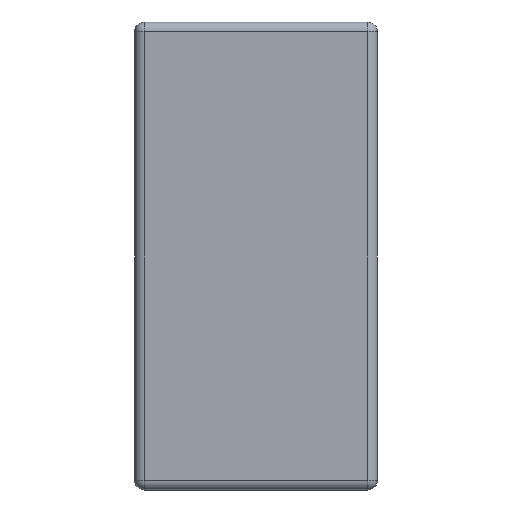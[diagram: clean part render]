
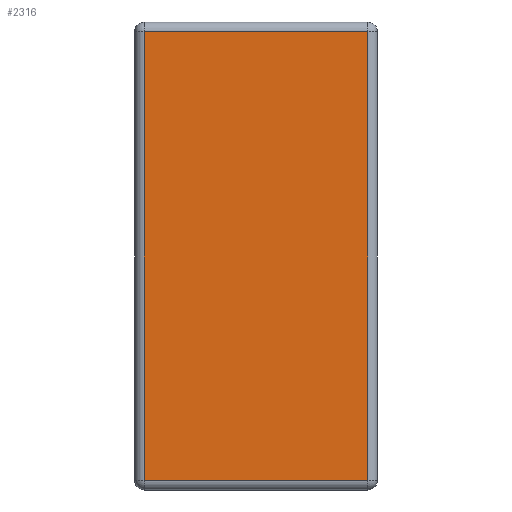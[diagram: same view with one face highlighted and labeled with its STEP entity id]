
A CAD part, left-side view. The second image highlights one B-rep face of the part: STEP entity #2316.
In plain terms, the highlighted planar face has unit normal (-1, 0, 0).
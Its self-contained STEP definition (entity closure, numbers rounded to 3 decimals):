
#281 = VECTOR ( 'NONE', #3975, 1000. ) ;
#682 = CARTESIAN_POINT ( 'NONE',  ( 0., 0.056, -2.644 ) ) ;
#831 = EDGE_CURVE ( 'NONE', #4673, #3418, #1451, .T. ) ;
#936 = LINE ( 'NONE', #3060, #1653 ) ;
#1061 = CARTESIAN_POINT ( 'NONE',  ( 0., 1.344, -2.644 ) ) ;
#1132 = AXIS2_PLACEMENT_3D ( 'NONE', #4049, #2291, #1204 ) ;
#1178 = PLANE ( 'NONE',  #1132 ) ;
#1204 = DIRECTION ( 'NONE',  ( 0., 0., 1. ) ) ;
#1451 = LINE ( 'NONE', #4326, #281 ) ;
#1575 = VECTOR ( 'NONE', #3264, 1000. ) ;
#1653 = VECTOR ( 'NONE', #2475, 1000. ) ;
#1719 = EDGE_CURVE ( 'NONE', #2995, #4673, #1830, .T. ) ;
#1755 = CARTESIAN_POINT ( 'NONE',  ( 0., 1.344, -2.7 ) ) ;
#1830 = LINE ( 'NONE', #1755, #1575 ) ;
#2195 = LINE ( 'NONE', #3298, #3455 ) ;
#2291 = DIRECTION ( 'NONE',  ( -1., 0., 0. ) ) ;
#2316 = ADVANCED_FACE ( 'NONE', ( #2344 ), #1178, .T. ) ;
#2344 = FACE_OUTER_BOUND ( 'NONE', #3355, .T. ) ;
#2425 = CARTESIAN_POINT ( 'NONE',  ( 0., 1.344, -0.056 ) ) ;
#2475 = DIRECTION ( 'NONE',  ( 0., 1., 0. ) ) ;
#2524 = ORIENTED_EDGE ( 'NONE', *, *, #1719, .T. ) ;
#2918 = CARTESIAN_POINT ( 'NONE',  ( 0., 0.056, -0.056 ) ) ;
#2995 = VERTEX_POINT ( 'NONE', #2425 ) ;
#3060 = CARTESIAN_POINT ( 'NONE',  ( 0., 1.4, -0.056 ) ) ;
#3116 = ORIENTED_EDGE ( 'NONE', *, *, #831, .T. ) ;
#3264 = DIRECTION ( 'NONE',  ( 0., 0., -1. ) ) ;
#3298 = CARTESIAN_POINT ( 'NONE',  ( 0., 0.056, 0. ) ) ;
#3328 = ORIENTED_EDGE ( 'NONE', *, *, #4296, .T. ) ;
#3355 = EDGE_LOOP ( 'NONE', ( #3116, #3328, #4445, #2524 ) ) ;
#3418 = VERTEX_POINT ( 'NONE', #682 ) ;
#3455 = VECTOR ( 'NONE', #3616, 1000. ) ;
#3616 = DIRECTION ( 'NONE',  ( 0., 0., 1. ) ) ;
#3941 = EDGE_CURVE ( 'NONE', #4255, #2995, #936, .T. ) ;
#3975 = DIRECTION ( 'NONE',  ( 0., -1., 0. ) ) ;
#4049 = CARTESIAN_POINT ( 'NONE',  ( 0., 0., 0. ) ) ;
#4255 = VERTEX_POINT ( 'NONE', #2918 ) ;
#4296 = EDGE_CURVE ( 'NONE', #3418, #4255, #2195, .T. ) ;
#4326 = CARTESIAN_POINT ( 'NONE',  ( 0., 0., -2.644 ) ) ;
#4445 = ORIENTED_EDGE ( 'NONE', *, *, #3941, .T. ) ;
#4673 = VERTEX_POINT ( 'NONE', #1061 ) ;
